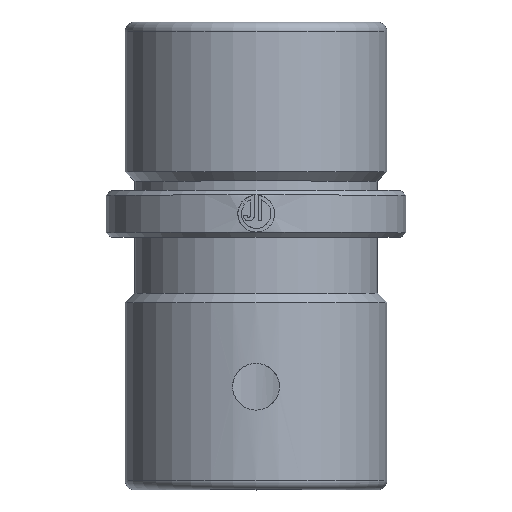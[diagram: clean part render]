
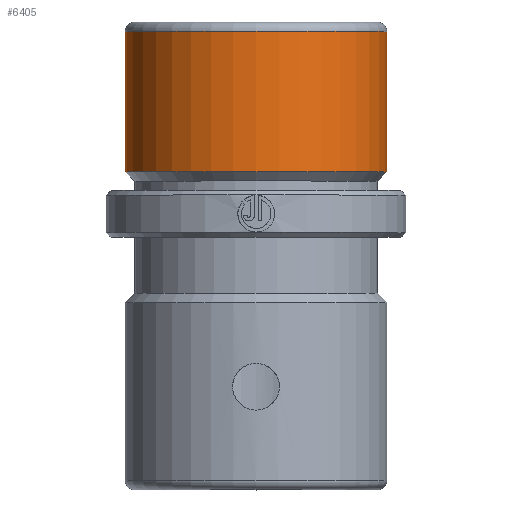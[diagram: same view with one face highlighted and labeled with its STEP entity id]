
A CAD part, top view. The second image highlights one B-rep face of the part: STEP entity #6405.
In plain terms, the highlighted cylindrical face has radius 14 mm (diameter 28 mm), a partial arc.
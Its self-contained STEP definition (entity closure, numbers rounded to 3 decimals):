
#307 = CARTESIAN_POINT ( 'NONE',  ( -14., 9., 0. ) ) ;
#332 = CIRCLE ( 'NONE', #5652, 14. ) ;
#338 = VERTEX_POINT ( 'NONE', #5915 ) ;
#348 = DIRECTION ( 'NONE',  ( -1., 0., 0. ) ) ;
#384 = EDGE_CURVE ( 'NONE', #6167, #338, #1545, .T. ) ;
#391 = DIRECTION ( 'NONE',  ( 0., 1., 0. ) ) ;
#395 = DIRECTION ( 'NONE',  ( 0., 1., 0. ) ) ;
#437 = EDGE_CURVE ( 'NONE', #6167, #677, #332, .T. ) ;
#501 = VECTOR ( 'NONE', #4999, 1000. ) ;
#677 = VERTEX_POINT ( 'NONE', #5507 ) ;
#758 = ORIENTED_EDGE ( 'NONE', *, *, #6292, .F. ) ;
#862 = DIRECTION ( 'NONE',  ( -1., 0., 0. ) ) ;
#977 = DIRECTION ( 'NONE',  ( -1., 0., 0. ) ) ;
#1187 = EDGE_LOOP ( 'NONE', ( #2829, #3694, #758, #4691 ) ) ;
#1545 = LINE ( 'NONE', #6587, #501 ) ;
#1754 = VECTOR ( 'NONE', #391, 1000. ) ;
#1815 = CARTESIAN_POINT ( 'NONE',  ( 14., 24., 0. ) ) ;
#2072 = CARTESIAN_POINT ( 'NONE',  ( 0., 24., 0. ) ) ;
#2548 = CARTESIAN_POINT ( 'NONE',  ( 14., 0., 0. ) ) ;
#2829 = ORIENTED_EDGE ( 'NONE', *, *, #437, .T. ) ;
#3021 = AXIS2_PLACEMENT_3D ( 'NONE', #4711, #3140, #348 ) ;
#3140 = DIRECTION ( 'NONE',  ( 0., 1., 0. ) ) ;
#3454 = FACE_OUTER_BOUND ( 'NONE', #1187, .T. ) ;
#3531 = CARTESIAN_POINT ( 'NONE',  ( 0., 9., 0. ) ) ;
#3631 = CIRCLE ( 'NONE', #6528, 14. ) ;
#3694 = ORIENTED_EDGE ( 'NONE', *, *, #3954, .T. ) ;
#3954 = EDGE_CURVE ( 'NONE', #677, #5823, #4992, .T. ) ;
#4691 = ORIENTED_EDGE ( 'NONE', *, *, #384, .F. ) ;
#4711 = CARTESIAN_POINT ( 'NONE',  ( 0., 0., 0. ) ) ;
#4992 = LINE ( 'NONE', #2548, #1754 ) ;
#4999 = DIRECTION ( 'NONE',  ( 0., 1., 0. ) ) ;
#5507 = CARTESIAN_POINT ( 'NONE',  ( 14., 9., 0. ) ) ;
#5652 = AXIS2_PLACEMENT_3D ( 'NONE', #3531, #5766, #862 ) ;
#5766 = DIRECTION ( 'NONE',  ( 0., 1., 0. ) ) ;
#5823 = VERTEX_POINT ( 'NONE', #1815 ) ;
#5915 = CARTESIAN_POINT ( 'NONE',  ( -14., 24., 0. ) ) ;
#6167 = VERTEX_POINT ( 'NONE', #307 ) ;
#6292 = EDGE_CURVE ( 'NONE', #338, #5823, #3631, .T. ) ;
#6405 = ADVANCED_FACE ( 'NONE', ( #3454 ), #6785, .T. ) ;
#6528 = AXIS2_PLACEMENT_3D ( 'NONE', #2072, #395, #977 ) ;
#6587 = CARTESIAN_POINT ( 'NONE',  ( -14., 0., 0. ) ) ;
#6785 = CYLINDRICAL_SURFACE ( 'NONE', #3021, 14. ) ;
